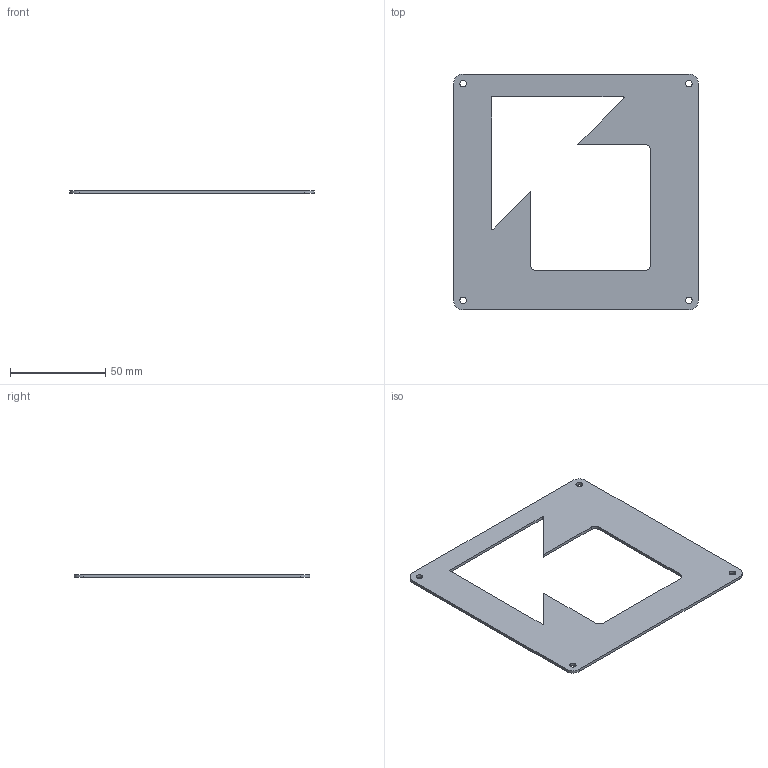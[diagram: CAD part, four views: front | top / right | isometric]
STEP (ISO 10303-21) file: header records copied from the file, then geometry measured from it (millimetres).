
FILE_DESCRIPTION(/* description */ (''),/* implementation_level */ '2;1');
FILE_NAME(/* name */ 'ca13cfbc-23b9-4e99-a1b3-c997122ca359.stp',/* time_stamp */ '2025-08-04T00:56:44Z',/* author */ (''),/* organization */ (''),/* preprocessor_version */ 'ST-DEVELOPER v20.1',/* originating_system */ 'Autodesk Translation Framework v14.10.0.0',/* authorisation */ '');
FILE_SCHEMA (('AUTOMOTIVE_DESIGN { 1 0 10303 214 3 1 1 }'));
Length unit declared in the file: millimetre
Products named in the file (1): Top
Bounding box: 128.5 x 123.75 x 1.5 mm (x, y, z)
Volume: 14308 mm3; surface area: 20495.3 mm2
Topology: 1 solids, 1 shells, 27 faces, 75 edges, 50 vertices
Faces by surface type: plane 14, cylinder 13
Full cylindrical faces by diameter (mm): 3.4 x4
Entity records: 928 total; most frequent: DIRECTION 157, CARTESIAN_POINT 153, ORIENTED_EDGE 150, EDGE_CURVE 75, AXIS2_PLACEMENT_3D 54, VERTEX_POINT 50, LINE 49, VECTOR 49
